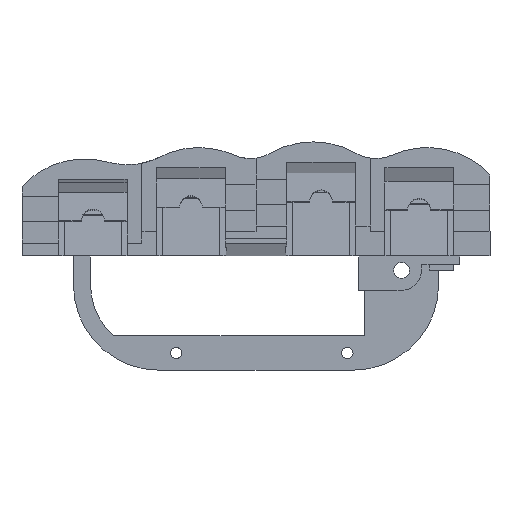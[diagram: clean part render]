
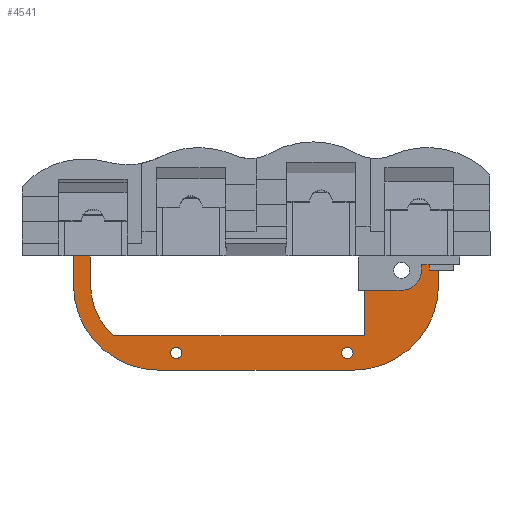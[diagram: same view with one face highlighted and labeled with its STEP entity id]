
A CAD part, left-side view. The second image highlights one B-rep face of the part: STEP entity #4541.
In plain terms, the highlighted planar face has unit normal (-1, 0, 0).
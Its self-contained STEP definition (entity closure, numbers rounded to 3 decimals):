
#43=FACE_BOUND('',#642,.T.);
#44=FACE_BOUND('',#643,.T.);
#45=FACE_BOUND('',#644,.T.);
#176=PLANE('',#4841);
#393=FACE_OUTER_BOUND('',#641,.T.);
#641=EDGE_LOOP('',(#3810,#3811,#3812,#3813,#3814,#3815,#3816,#3817,#3818,
#3819,#3820,#3821,#3822));
#642=EDGE_LOOP('',(#3823));
#643=EDGE_LOOP('',(#3824));
#644=EDGE_LOOP('',(#3825));
#837=LINE('',#6354,#1385);
#1032=LINE('',#6937,#1580);
#1037=LINE('',#6948,#1585);
#1084=LINE('',#7072,#1632);
#1089=LINE('',#7087,#1637);
#1093=LINE('',#7099,#1641);
#1097=LINE('',#7110,#1645);
#1152=LINE('',#7410,#1700);
#1153=LINE('',#7411,#1701);
#1385=VECTOR('',#5106,10.);
#1580=VECTOR('',#5441,10.);
#1585=VECTOR('',#5448,10.);
#1632=VECTOR('',#5539,10.);
#1637=VECTOR('',#5552,10.);
#1641=VECTOR('',#5564,10.);
#1645=VECTOR('',#5576,10.);
#1700=VECTOR('',#5733,10.);
#1701=VECTOR('',#5734,10.);
#1874=CIRCLE('',#4673,1.);
#1875=CIRCLE('',#4675,1.);
#1896=CIRCLE('',#4754,12.);
#1899=CIRCLE('',#4780,1.45);
#1901=CIRCLE('',#4784,15.);
#1903=CIRCLE('',#4788,15.);
#1906=CIRCLE('',#4793,4.9);
#1967=VERTEX_POINT('',#6219);
#1968=VERTEX_POINT('',#6223);
#2024=VERTEX_POINT('',#6351);
#2025=VERTEX_POINT('',#6353);
#2188=VERTEX_POINT('',#6928);
#2191=VERTEX_POINT('',#6933);
#2195=VERTEX_POINT('',#6945);
#2196=VERTEX_POINT('',#6947);
#2225=VERTEX_POINT('',#7070);
#2226=VERTEX_POINT('',#7075);
#2230=VERTEX_POINT('',#7084);
#2231=VERTEX_POINT('',#7086);
#2233=VERTEX_POINT('',#7091);
#2235=VERTEX_POINT('',#7097);
#2238=VERTEX_POINT('',#7108);
#2276=VERTEX_POINT('',#7409);
#2400=EDGE_CURVE('',#1967,#1967,#1874,.T.);
#2402=EDGE_CURVE('',#1968,#1968,#1875,.T.);
#2466=EDGE_CURVE('',#2024,#2025,#837,.T.);
#2683=EDGE_CURVE('',#2191,#2188,#1896,.T.);
#2684=EDGE_CURVE('',#2025,#2191,#1032,.T.);
#2689=EDGE_CURVE('',#2195,#2196,#1037,.T.);
#2742=EDGE_CURVE('',#2225,#2024,#1084,.T.);
#2744=EDGE_CURVE('',#2226,#2226,#1899,.T.);
#2749=EDGE_CURVE('',#2230,#2231,#1089,.T.);
#2752=EDGE_CURVE('',#2233,#2225,#1901,.T.);
#2755=EDGE_CURVE('',#2235,#2233,#1093,.T.);
#2757=EDGE_CURVE('',#2196,#2235,#1903,.T.);
#2761=EDGE_CURVE('',#2238,#2195,#1097,.T.);
#2764=EDGE_CURVE('',#2231,#2238,#1906,.T.);
#2838=EDGE_CURVE('',#2276,#2230,#1152,.T.);
#2839=EDGE_CURVE('',#2276,#2188,#1153,.T.);
#3810=ORIENTED_EDGE('',*,*,#2683,.F.);
#3811=ORIENTED_EDGE('',*,*,#2684,.F.);
#3812=ORIENTED_EDGE('',*,*,#2466,.F.);
#3813=ORIENTED_EDGE('',*,*,#2742,.F.);
#3814=ORIENTED_EDGE('',*,*,#2752,.F.);
#3815=ORIENTED_EDGE('',*,*,#2755,.F.);
#3816=ORIENTED_EDGE('',*,*,#2757,.F.);
#3817=ORIENTED_EDGE('',*,*,#2689,.F.);
#3818=ORIENTED_EDGE('',*,*,#2761,.F.);
#3819=ORIENTED_EDGE('',*,*,#2764,.F.);
#3820=ORIENTED_EDGE('',*,*,#2749,.F.);
#3821=ORIENTED_EDGE('',*,*,#2838,.F.);
#3822=ORIENTED_EDGE('',*,*,#2839,.T.);
#3823=ORIENTED_EDGE('',*,*,#2400,.T.);
#3824=ORIENTED_EDGE('',*,*,#2402,.T.);
#3825=ORIENTED_EDGE('',*,*,#2744,.F.);
#4541=ADVANCED_FACE('',(#393,#43,#44,#45),#176,.F.);
#4673=AXIS2_PLACEMENT_3D('',#6220,#5017,#5018);
#4675=AXIS2_PLACEMENT_3D('',#6224,#5022,#5023);
#4754=AXIS2_PLACEMENT_3D('',#6935,#5437,#5438);
#4780=AXIS2_PLACEMENT_3D('',#7076,#5543,#5544);
#4784=AXIS2_PLACEMENT_3D('',#7093,#5557,#5558);
#4788=AXIS2_PLACEMENT_3D('',#7102,#5568,#5569);
#4793=AXIS2_PLACEMENT_3D('',#7117,#5581,#5582);
#4841=AXIS2_PLACEMENT_3D('',#7408,#5731,#5732);
#5017=DIRECTION('center_axis',(1.,0.,0.));
#5018=DIRECTION('ref_axis',(0.,1.,0.));
#5022=DIRECTION('center_axis',(1.,0.,0.));
#5023=DIRECTION('ref_axis',(0.,1.,0.));
#5106=DIRECTION('',(0.,-1.,0.));
#5437=DIRECTION('center_axis',(-1.,0.,0.));
#5438=DIRECTION('ref_axis',(0.,0.,-1.));
#5441=DIRECTION('',(0.,0.,-1.));
#5448=DIRECTION('',(0.,0.,-1.));
#5539=DIRECTION('',(0.,0.,1.));
#5543=DIRECTION('center_axis',(-1.,0.,0.));
#5544=DIRECTION('ref_axis',(0.,1.,0.));
#5552=DIRECTION('',(0.,-1.,0.));
#5557=DIRECTION('center_axis',(1.,0.,0.));
#5558=DIRECTION('ref_axis',(0.,0.,-1.));
#5564=DIRECTION('',(0.,1.,0.));
#5568=DIRECTION('center_axis',(1.,0.,0.));
#5569=DIRECTION('ref_axis',(0.,-1.,0.));
#5576=DIRECTION('',(0.,-1.,0.));
#5581=DIRECTION('center_axis',(1.,0.,0.));
#5582=DIRECTION('ref_axis',(0.,0.,1.));
#5731=DIRECTION('center_axis',(1.,0.,0.));
#5732=DIRECTION('ref_axis',(0.,1.,0.));
#5733=DIRECTION('',(0.,0.,1.));
#5734=DIRECTION('',(0.,1.,0.));
#6219=CARTESIAN_POINT('',(85.876,-69.099,-32.983));
#6220=CARTESIAN_POINT('Origin',(85.876,-68.099,-32.983));
#6223=CARTESIAN_POINT('',(85.876,-39.099,-32.983));
#6224=CARTESIAN_POINT('Origin',(85.876,-38.099,-32.983));
#6351=CARTESIAN_POINT('',(85.876,-20.099,-15.983));
#6353=CARTESIAN_POINT('',(85.876,-23.099,-15.983));
#6354=CARTESIAN_POINT('',(85.876,-52.099,-15.983));
#6928=CARTESIAN_POINT('',(85.876,-27.162,-29.983));
#6933=CARTESIAN_POINT('',(85.876,-23.099,-20.983));
#6935=CARTESIAN_POINT('Origin',(85.876,-35.099,-20.983));
#6937=CARTESIAN_POINT('',(85.876,-23.099,-18.483));
#6945=CARTESIAN_POINT('',(85.876,-84.099,-18.483));
#6947=CARTESIAN_POINT('',(85.876,-84.099,-20.983));
#6948=CARTESIAN_POINT('',(85.876,-84.099,-18.483));
#7070=CARTESIAN_POINT('',(85.876,-20.099,-20.983));
#7072=CARTESIAN_POINT('',(85.876,-20.099,-15.983));
#7075=CARTESIAN_POINT('',(85.876,-79.049,-18.483));
#7076=CARTESIAN_POINT('Origin',(85.876,-77.599,-18.483));
#7084=CARTESIAN_POINT('',(85.876,-71.099,-18.483));
#7086=CARTESIAN_POINT('',(85.876,-72.699,-18.483));
#7087=CARTESIAN_POINT('',(85.876,-78.099,-18.483));
#7091=CARTESIAN_POINT('',(85.876,-35.099,-35.983));
#7093=CARTESIAN_POINT('Origin',(85.876,-35.099,-20.983));
#7097=CARTESIAN_POINT('',(85.876,-69.099,-35.983));
#7099=CARTESIAN_POINT('',(85.876,-59.599,-35.983));
#7102=CARTESIAN_POINT('Origin',(85.876,-69.099,-20.983));
#7108=CARTESIAN_POINT('',(85.876,-82.499,-18.483));
#7110=CARTESIAN_POINT('',(85.876,-80.849,-18.483));
#7117=CARTESIAN_POINT('Origin',(85.876,-77.599,-18.483));
#7408=CARTESIAN_POINT('Origin',(85.876,-84.099,-15.983));
#7409=CARTESIAN_POINT('',(85.876,-71.099,-29.983));
#7410=CARTESIAN_POINT('',(85.876,-71.099,-15.983));
#7411=CARTESIAN_POINT('',(85.876,-35.099,-29.983));
